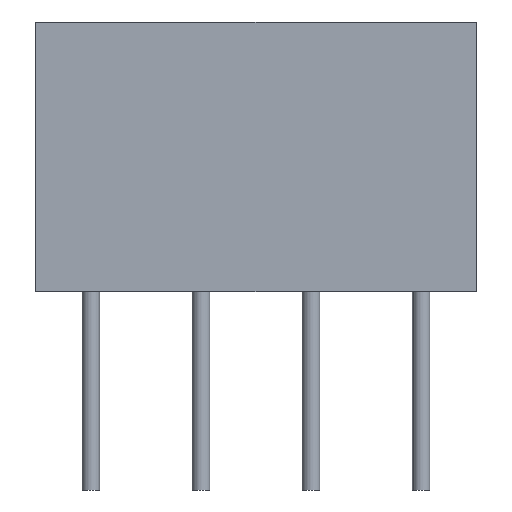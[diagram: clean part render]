
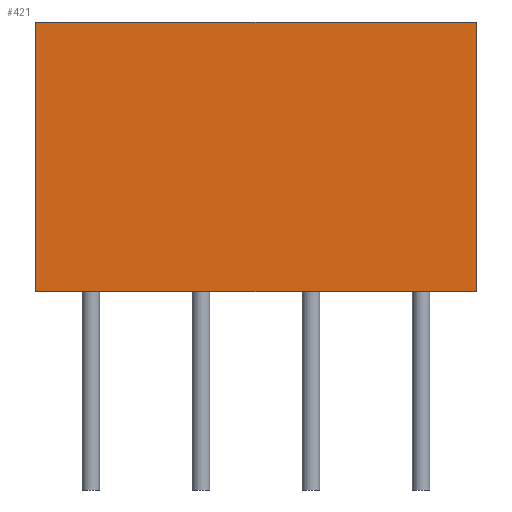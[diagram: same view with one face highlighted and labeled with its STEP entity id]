
A CAD part, front view. The second image highlights one B-rep face of the part: STEP entity #421.
In plain terms, the highlighted planar face has unit normal (0, -1, 0).
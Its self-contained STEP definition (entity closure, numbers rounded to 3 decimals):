
#421=ADVANCED_FACE('',(#427),#422,.T.);
#422=PLANE('',#423);
#423=AXIS2_PLACEMENT_3D('',#424,#425,#426);
#424=CARTESIAN_POINT('',(-1.27,-2.476,0.0));
#425=DIRECTION('',(0.0,-1.0,0.0));
#426=DIRECTION('',(0.,0.,1.));
#427=FACE_OUTER_BOUND('',#428,.T.);
#428=EDGE_LOOP('',(#429,#439,#449,#459));
#432=CARTESIAN_POINT('',(8.89,-2.476,0.0));
#431=VERTEX_POINT('',#432);
#434=CARTESIAN_POINT('',(-1.27,-2.476,0.0));
#433=VERTEX_POINT('',#434);
#430=EDGE_CURVE('',#431,#433,#435,.T.);
#435=LINE('',#432,#437);
#437=VECTOR('',#438,10.16);
#438=DIRECTION('',(-1.0,0.0,0.0));
#429=ORIENTED_EDGE('',*,*,#430,.F.);
#442=CARTESIAN_POINT('',(8.89,-2.476,6.223));
#441=VERTEX_POINT('',#442);
#440=EDGE_CURVE('',#441,#431,#445,.T.);
#445=LINE('',#442,#447);
#447=VECTOR('',#448,6.223);
#448=DIRECTION('',(0.0,0.0,-1.0));
#439=ORIENTED_EDGE('',*,*,#440,.F.);
#452=CARTESIAN_POINT('',(-1.27,-2.476,6.223));
#451=VERTEX_POINT('',#452);
#450=EDGE_CURVE('',#451,#441,#455,.T.);
#455=LINE('',#452,#457);
#457=VECTOR('',#458,10.16);
#458=DIRECTION('',(1.0,0.0,0.0));
#449=ORIENTED_EDGE('',*,*,#450,.F.);
#460=EDGE_CURVE('',#433,#451,#465,.T.);
#465=LINE('',#434,#467);
#467=VECTOR('',#468,6.223);
#468=DIRECTION('',(0.0,0.0,1.0));
#459=ORIENTED_EDGE('',*,*,#460,.F.);
